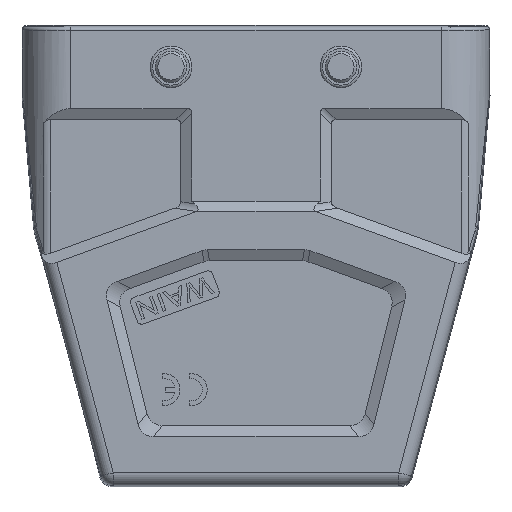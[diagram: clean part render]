
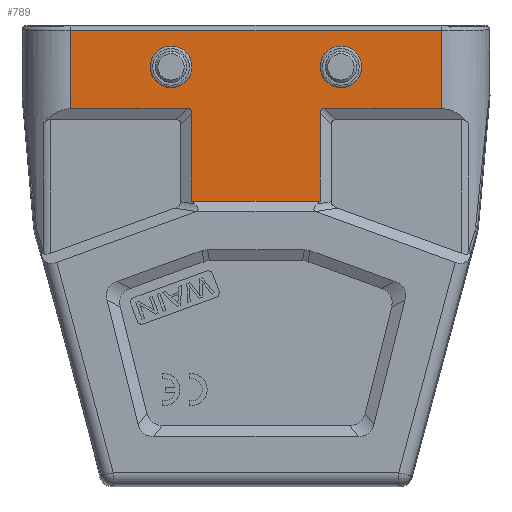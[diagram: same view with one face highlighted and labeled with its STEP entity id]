
A CAD part, front view. The second image highlights one B-rep face of the part: STEP entity #789.
In plain terms, the highlighted planar face has unit normal (0, -1, 0).
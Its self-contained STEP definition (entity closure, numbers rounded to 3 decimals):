
#162=ELLIPSE('',#8782,3.969,1.5);
#163=ELLIPSE('',#8783,3.969,1.5);
#411=FACE_BOUND('',#1943,.T.);
#412=FACE_BOUND('',#1944,.T.);
#413=FACE_BOUND('',#1945,.T.);
#499=PLANE('',#8784);
#789=ADVANCED_FACE('',(#411,#412,#413),#499,.T.);
#1943=EDGE_LOOP('',(#2987,#2988,#2989,#2990,#2991,#2992,#2993,#2994,#2995,
#2996));
#1944=EDGE_LOOP('',(#2997));
#1945=EDGE_LOOP('',(#2998));
#2439=CIRCLE('',#8662,2.85);
#2470=CIRCLE('',#8729,2.85);
#2987=ORIENTED_EDGE('',*,*,#6142,.T.);
#2988=ORIENTED_EDGE('',*,*,#6143,.T.);
#2989=ORIENTED_EDGE('',*,*,#6144,.T.);
#2990=ORIENTED_EDGE('',*,*,#6145,.T.);
#2991=ORIENTED_EDGE('',*,*,#6146,.F.);
#2992=ORIENTED_EDGE('',*,*,#6147,.T.);
#2993=ORIENTED_EDGE('',*,*,#6148,.T.);
#2994=ORIENTED_EDGE('',*,*,#6149,.T.);
#2995=ORIENTED_EDGE('',*,*,#6130,.T.);
#2996=ORIENTED_EDGE('',*,*,#6141,.T.);
#2997=ORIENTED_EDGE('',*,*,#6062,.T.);
#2998=ORIENTED_EDGE('',*,*,#6026,.T.);
#5241=VERTEX_POINT('',#12022);
#5280=VERTEX_POINT('',#12130);
#5335=VERTEX_POINT('',#12363);
#5336=VERTEX_POINT('',#12364);
#5343=VERTEX_POINT('',#12409);
#5344=VERTEX_POINT('',#12413);
#5345=VERTEX_POINT('',#12415);
#5346=VERTEX_POINT('',#12417);
#5347=VERTEX_POINT('',#12419);
#5348=VERTEX_POINT('',#12421);
#5349=VERTEX_POINT('',#12423);
#5350=VERTEX_POINT('',#12425);
#6026=EDGE_CURVE('',#5241,#5241,#2439,.T.);
#6062=EDGE_CURVE('',#5280,#5280,#2470,.T.);
#6130=EDGE_CURVE('',#5335,#5336,#7263,.T.);
#6141=EDGE_CURVE('',#5336,#5343,#7267,.T.);
#6142=EDGE_CURVE('',#5343,#5344,#7268,.T.);
#6143=EDGE_CURVE('',#5344,#5345,#7269,.T.);
#6144=EDGE_CURVE('',#5345,#5346,#162,.T.);
#6145=EDGE_CURVE('',#5346,#5347,#7270,.T.);
#6146=EDGE_CURVE('',#5348,#5347,#7271,.T.);
#6147=EDGE_CURVE('',#5348,#5349,#7272,.T.);
#6148=EDGE_CURVE('',#5349,#5350,#163,.T.);
#6149=EDGE_CURVE('',#5350,#5335,#7273,.T.);
#7263=LINE('',#12362,#7973);
#7267=LINE('',#12410,#7977);
#7268=LINE('',#12412,#7978);
#7269=LINE('',#12414,#7979);
#7270=LINE('',#12418,#7980);
#7271=LINE('',#12420,#7981);
#7272=LINE('',#12422,#7982);
#7273=LINE('',#12426,#7983);
#7973=VECTOR('',#9811,1.);
#7977=VECTOR('',#9829,1.);
#7978=VECTOR('',#9832,1.);
#7979=VECTOR('',#9833,1.);
#7980=VECTOR('',#9836,1.);
#7981=VECTOR('',#9837,1.);
#7982=VECTOR('',#9838,1.);
#7983=VECTOR('',#9841,1.);
#8662=AXIS2_PLACEMENT_3D('',#12021,#9555,#9556);
#8729=AXIS2_PLACEMENT_3D('',#12129,#9691,#9692);
#8782=AXIS2_PLACEMENT_3D('',#12416,#9834,#9835);
#8783=AXIS2_PLACEMENT_3D('',#12424,#9839,#9840);
#8784=AXIS2_PLACEMENT_3D('',#12427,#9842,#9843);
#9555=DIRECTION('',(0.,1.,0.));
#9556=DIRECTION('',(1.,0.,0.));
#9691=DIRECTION('',(0.,1.,0.));
#9692=DIRECTION('',(1.,0.,0.));
#9811=DIRECTION('',(0.,0.,1.));
#9829=DIRECTION('',(-1.,0.,0.));
#9832=DIRECTION('',(0.,0.,-1.));
#9833=DIRECTION('',(1.,0.,0.));
#9834=DIRECTION('',(0.,1.,0.));
#9835=DIRECTION('',(0.707,0.,0.707));
#9836=DIRECTION('',(0.,0.,-1.));
#9837=DIRECTION('',(-1.,0.,0.));
#9838=DIRECTION('',(0.,0.,1.));
#9839=DIRECTION('',(0.,1.,0.));
#9840=DIRECTION('',(-0.707,0.,0.707));
#9841=DIRECTION('',(1.,0.,0.));
#9842=DIRECTION('',(0.,-1.,0.));
#9843=DIRECTION('',(1.,0.,0.));
#12021=CARTESIAN_POINT('',(29.471,59.421,88.532));
#12022=CARTESIAN_POINT('',(32.321,59.421,88.532));
#12129=CARTESIAN_POINT('',(2.971,59.421,88.532));
#12130=CARTESIAN_POINT('',(5.821,59.421,88.532));
#12362=CARTESIAN_POINT('',(45.104,59.421,95.034));
#12363=CARTESIAN_POINT('',(45.104,59.421,82.034));
#12364=CARTESIAN_POINT('',(45.104,59.421,94.251));
#12409=CARTESIAN_POINT('',(-12.651,59.421,94.251));
#12410=CARTESIAN_POINT('',(52.727,59.421,94.251));
#12412=CARTESIAN_POINT('',(-12.651,59.421,84.034));
#12413=CARTESIAN_POINT('',(-12.651,59.421,82.034));
#12414=CARTESIAN_POINT('',(16.227,59.421,82.034));
#12415=CARTESIAN_POINT('',(5.477,59.421,82.034));
#12416=CARTESIAN_POINT('',(3.227,59.421,79.034));
#12417=CARTESIAN_POINT('',(6.227,59.421,81.284));
#12418=CARTESIAN_POINT('',(6.227,59.421,95.034));
#12419=CARTESIAN_POINT('',(6.227,59.421,67.578));
#12420=CARTESIAN_POINT('',(16.227,59.421,67.578));
#12421=CARTESIAN_POINT('',(26.227,59.421,67.578));
#12422=CARTESIAN_POINT('',(26.227,59.421,95.034));
#12423=CARTESIAN_POINT('',(26.227,59.421,81.284));
#12424=CARTESIAN_POINT('',(29.227,59.421,79.034));
#12425=CARTESIAN_POINT('',(26.977,59.421,82.034));
#12426=CARTESIAN_POINT('',(16.227,59.421,82.034));
#12427=CARTESIAN_POINT('',(16.227,59.421,95.034));
